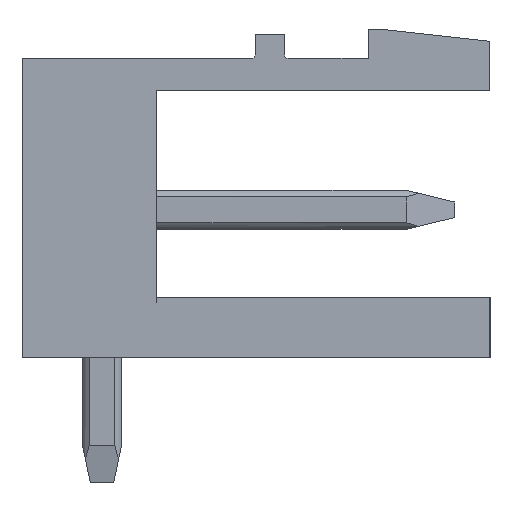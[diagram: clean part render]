
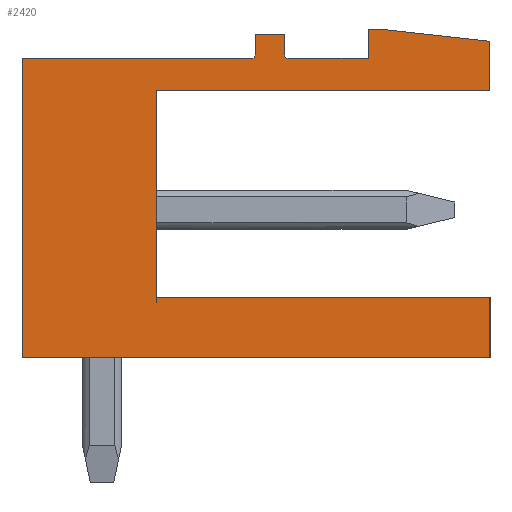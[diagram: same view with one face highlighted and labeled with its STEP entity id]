
A CAD part, left-side view. The second image highlights one B-rep face of the part: STEP entity #2420.
In plain terms, the highlighted planar face has unit normal (-1, 0, 0).
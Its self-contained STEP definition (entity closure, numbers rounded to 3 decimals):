
#540=AXIS2_PLACEMENT_3D('Circle Axis2P3D',#538,#539,$) ;
#671=AXIS2_PLACEMENT_3D('Circle Axis2P3D',#669,#670,$) ;
#2361=AXIS2_PLACEMENT_3D('Plane Axis2P3D',#2358,#2359,#2360) ;
#49=CARTESIAN_POINT('Vertex',(0.,2.8,11.63)) ;
#52=CARTESIAN_POINT('Line Origine',(0.,1.4,11.475)) ;
#56=CARTESIAN_POINT('Vertex',(0.,0.,11.32)) ;
#87=CARTESIAN_POINT('Vertex',(0.,3.12,11.63)) ;
#90=CARTESIAN_POINT('Line Origine',(0.,2.96,11.63)) ;
#454=CARTESIAN_POINT('Vertex',(0.,3.12,10.88)) ;
#457=CARTESIAN_POINT('Line Origine',(0.,3.12,11.255)) ;
#535=CARTESIAN_POINT('Vertex',(0.,5.27,10.98)) ;
#538=CARTESIAN_POINT('Axis2P3D Location',(0.,5.17,10.98)) ;
#542=CARTESIAN_POINT('Vertex',(0.,5.17,10.88)) ;
#573=CARTESIAN_POINT('Vertex',(0.,5.27,11.5)) ;
#576=CARTESIAN_POINT('Line Origine',(0.,5.27,11.24)) ;
#604=CARTESIAN_POINT('Vertex',(0.,6.02,11.5)) ;
#607=CARTESIAN_POINT('Line Origine',(0.,5.645,11.5)) ;
#635=CARTESIAN_POINT('Vertex',(0.,6.02,10.98)) ;
#638=CARTESIAN_POINT('Line Origine',(0.,6.02,11.24)) ;
#666=CARTESIAN_POINT('Vertex',(0.,6.12,10.88)) ;
#669=CARTESIAN_POINT('Axis2P3D Location',(0.,6.12,10.98)) ;
#697=CARTESIAN_POINT('Vertex',(0.,12.,10.88)) ;
#700=CARTESIAN_POINT('Line Origine',(0.,9.06,10.88)) ;
#728=CARTESIAN_POINT('Vertex',(0.,12.,3.2)) ;
#731=CARTESIAN_POINT('Line Origine',(0.,12.,7.04)) ;
#759=CARTESIAN_POINT('Vertex',(0.,0.,3.2)) ;
#762=CARTESIAN_POINT('Line Origine',(0.,6.,3.2)) ;
#2358=CARTESIAN_POINT('Axis2P3D Location',(0.,0.,0.)) ;
#2363=CARTESIAN_POINT('Line Origine',(0.,8.55,7.4)) ;
#2367=CARTESIAN_POINT('Vertex',(0.,8.55,4.74)) ;
#2369=CARTESIAN_POINT('Vertex',(0.,8.55,10.06)) ;
#2372=CARTESIAN_POINT('Line Origine',(0.,4.275,10.06)) ;
#2376=CARTESIAN_POINT('Vertex',(0.,0.,10.06)) ;
#2379=CARTESIAN_POINT('Line Origine',(0.,0.,10.69)) ;
#2384=CARTESIAN_POINT('Line Origine',(0.,4.145,10.88)) ;
#2389=CARTESIAN_POINT('Line Origine',(0.,0.,3.97)) ;
#2393=CARTESIAN_POINT('Vertex',(0.,0.,4.74)) ;
#2396=CARTESIAN_POINT('Line Origine',(0.,4.275,4.74)) ;
#53=DIRECTION('Vector Direction',(0.,0.994,0.11)) ;
#91=DIRECTION('Vector Direction',(0.,-1.,0.)) ;
#458=DIRECTION('Vector Direction',(0.,0.,-1.)) ;
#539=DIRECTION('Axis2P3D Direction',(-1.,0.,0.)) ;
#577=DIRECTION('Vector Direction',(0.,0.,-1.)) ;
#608=DIRECTION('Vector Direction',(0.,1.,0.)) ;
#639=DIRECTION('Vector Direction',(0.,0.,-1.)) ;
#670=DIRECTION('Axis2P3D Direction',(-1.,0.,0.)) ;
#701=DIRECTION('Vector Direction',(0.,1.,0.)) ;
#732=DIRECTION('Vector Direction',(0.,0.,-1.)) ;
#763=DIRECTION('Vector Direction',(0.,1.,0.)) ;
#2359=DIRECTION('Axis2P3D Direction',(-1.,0.,0.)) ;
#2360=DIRECTION('Axis2P3D XDirection',(0.,-1.,0.)) ;
#2364=DIRECTION('Vector Direction',(0.,0.,-1.)) ;
#2373=DIRECTION('Vector Direction',(0.,1.,0.)) ;
#2380=DIRECTION('Vector Direction',(0.,0.,1.)) ;
#2385=DIRECTION('Vector Direction',(0.,1.,0.)) ;
#2390=DIRECTION('Vector Direction',(0.,0.,-1.)) ;
#2397=DIRECTION('Vector Direction',(0.,-1.,0.)) ;
#54=VECTOR('Line Direction',#53,1.) ;
#92=VECTOR('Line Direction',#91,1.) ;
#459=VECTOR('Line Direction',#458,1.) ;
#578=VECTOR('Line Direction',#577,1.) ;
#609=VECTOR('Line Direction',#608,1.) ;
#640=VECTOR('Line Direction',#639,1.) ;
#702=VECTOR('Line Direction',#701,1.) ;
#733=VECTOR('Line Direction',#732,1.) ;
#764=VECTOR('Line Direction',#763,1.) ;
#2365=VECTOR('Line Direction',#2364,1.) ;
#2374=VECTOR('Line Direction',#2373,1.) ;
#2381=VECTOR('Line Direction',#2380,1.) ;
#2386=VECTOR('Line Direction',#2385,1.) ;
#2391=VECTOR('Line Direction',#2390,1.) ;
#2398=VECTOR('Line Direction',#2397,1.) ;
#2402=ORIENTED_EDGE('',*,*,#2371,.T.) ;
#2403=ORIENTED_EDGE('',*,*,#2378,.T.) ;
#2404=ORIENTED_EDGE('',*,*,#2383,.T.) ;
#2405=ORIENTED_EDGE('',*,*,#58,.T.) ;
#2406=ORIENTED_EDGE('',*,*,#94,.T.) ;
#2407=ORIENTED_EDGE('',*,*,#461,.T.) ;
#2408=ORIENTED_EDGE('',*,*,#2388,.T.) ;
#2409=ORIENTED_EDGE('',*,*,#544,.T.) ;
#2410=ORIENTED_EDGE('',*,*,#580,.T.) ;
#2411=ORIENTED_EDGE('',*,*,#611,.T.) ;
#2412=ORIENTED_EDGE('',*,*,#642,.T.) ;
#2413=ORIENTED_EDGE('',*,*,#673,.T.) ;
#2414=ORIENTED_EDGE('',*,*,#704,.T.) ;
#2415=ORIENTED_EDGE('',*,*,#735,.T.) ;
#2416=ORIENTED_EDGE('',*,*,#766,.T.) ;
#2417=ORIENTED_EDGE('',*,*,#2395,.T.) ;
#2418=ORIENTED_EDGE('',*,*,#2400,.T.) ;
#2420=ADVANCED_FACE('Housing',(#2419),#2362,.T.) ;
#541=CIRCLE('generated circle',#540,0.1) ;
#672=CIRCLE('generated circle',#671,0.1) ;
#58=EDGE_CURVE('',#57,#50,#55,.T.) ;
#94=EDGE_CURVE('',#50,#88,#93,.F.) ;
#461=EDGE_CURVE('',#88,#455,#460,.T.) ;
#544=EDGE_CURVE('',#543,#536,#541,.F.) ;
#580=EDGE_CURVE('',#536,#574,#579,.F.) ;
#611=EDGE_CURVE('',#574,#605,#610,.T.) ;
#642=EDGE_CURVE('',#605,#636,#641,.T.) ;
#673=EDGE_CURVE('',#636,#667,#672,.F.) ;
#704=EDGE_CURVE('',#667,#698,#703,.T.) ;
#735=EDGE_CURVE('',#698,#729,#734,.T.) ;
#766=EDGE_CURVE('',#729,#760,#765,.F.) ;
#2371=EDGE_CURVE('',#2368,#2370,#2366,.F.) ;
#2378=EDGE_CURVE('',#2370,#2377,#2375,.F.) ;
#2383=EDGE_CURVE('',#2377,#57,#2382,.T.) ;
#2388=EDGE_CURVE('',#455,#543,#2387,.T.) ;
#2395=EDGE_CURVE('',#760,#2394,#2392,.F.) ;
#2400=EDGE_CURVE('',#2394,#2368,#2399,.F.) ;
#2401=EDGE_LOOP('',(#2402,#2403,#2404,#2405,#2406,#2407,#2408,#2409,#2410,#2411,#2412,#2413,#2414,#2415,#2416,#2417,#2418)) ;
#2419=FACE_OUTER_BOUND('',#2401,.T.) ;
#55=LINE('Line',#52,#54) ;
#93=LINE('Line',#90,#92) ;
#460=LINE('Line',#457,#459) ;
#579=LINE('Line',#576,#578) ;
#610=LINE('Line',#607,#609) ;
#641=LINE('Line',#638,#640) ;
#703=LINE('Line',#700,#702) ;
#734=LINE('Line',#731,#733) ;
#765=LINE('Line',#762,#764) ;
#2366=LINE('Line',#2363,#2365) ;
#2375=LINE('Line',#2372,#2374) ;
#2382=LINE('Line',#2379,#2381) ;
#2387=LINE('Line',#2384,#2386) ;
#2392=LINE('Line',#2389,#2391) ;
#2399=LINE('Line',#2396,#2398) ;
#2362=PLANE('',#2361) ;
#50=VERTEX_POINT('',#49) ;
#57=VERTEX_POINT('',#56) ;
#88=VERTEX_POINT('',#87) ;
#455=VERTEX_POINT('',#454) ;
#536=VERTEX_POINT('',#535) ;
#543=VERTEX_POINT('',#542) ;
#574=VERTEX_POINT('',#573) ;
#605=VERTEX_POINT('',#604) ;
#636=VERTEX_POINT('',#635) ;
#667=VERTEX_POINT('',#666) ;
#698=VERTEX_POINT('',#697) ;
#729=VERTEX_POINT('',#728) ;
#760=VERTEX_POINT('',#759) ;
#2368=VERTEX_POINT('',#2367) ;
#2370=VERTEX_POINT('',#2369) ;
#2377=VERTEX_POINT('',#2376) ;
#2394=VERTEX_POINT('',#2393) ;
